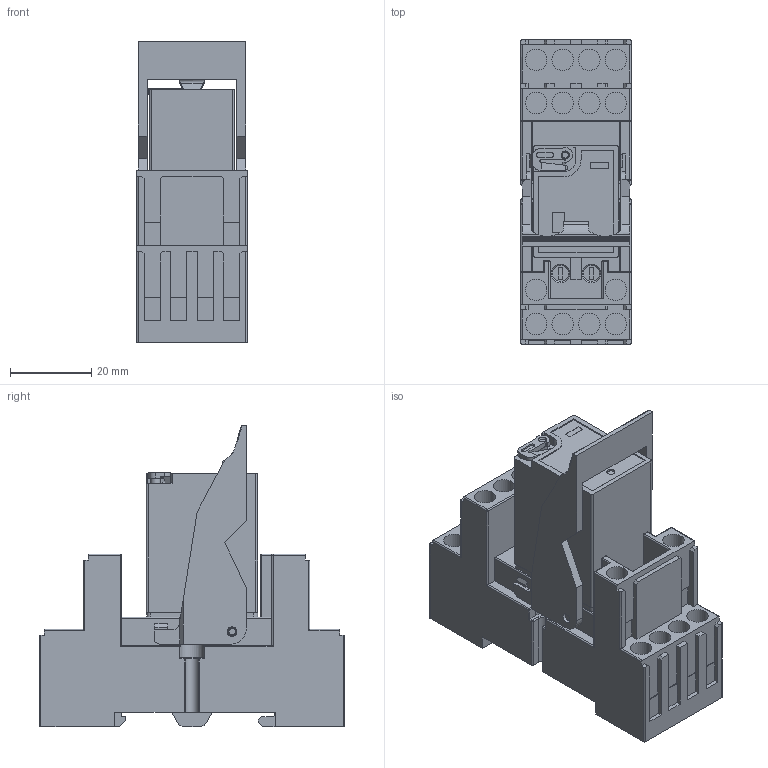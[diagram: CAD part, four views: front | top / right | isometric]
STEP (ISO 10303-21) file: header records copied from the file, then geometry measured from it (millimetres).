
FILE_DESCRIPTION(/* description */ (''),/* implementation_level */ '2;1');
FILE_NAME(/* name */ 'FILE_STP_CAD_DRAWING_3D_HRA60-K4_prt.stp',/* time_stamp */ '2024-02-08T15:38:00+01:00',/* author */ (''),/* organization */ (''),/* preprocessor_version */ 'ST-DEVELOPER v16.7',/* originating_system */ 'SIEMENS PLM Software NX 12.0',/* authorisation */ '');
FILE_SCHEMA (('AUTOMOTIVE_DESIGN { 1 0 10303 214 3 1 1 1 }'));
Length unit declared in the file: millimetre
Products named in the file (1): 3D_HRA60-K4
Bounding box: 27.2 x 75.2 x 74.35 mm (x, y, z)
Surface area: 22112 mm2 (no closed solid volume)
Topology: 0 solids, 9 shells, 484 faces, 1551 edges, 1041 vertices
Faces by surface type: plane 305, cylinder 144, sphere 20, torus 10, cone 5
Full cylindrical faces by diameter (mm): 1.8 x1, 2 x1, 2.4 x3, 4 x2, 5.3 x14
Entity records: 16932 total; most frequent: CARTESIAN_POINT 3229, DIRECTION 2809, ORIENTED_EDGE 2669, EDGE_CURVE 1501, LINE 1131, VECTOR 1131, VERTEX_POINT 1035, AXIS2_PLACEMENT_3D 839
